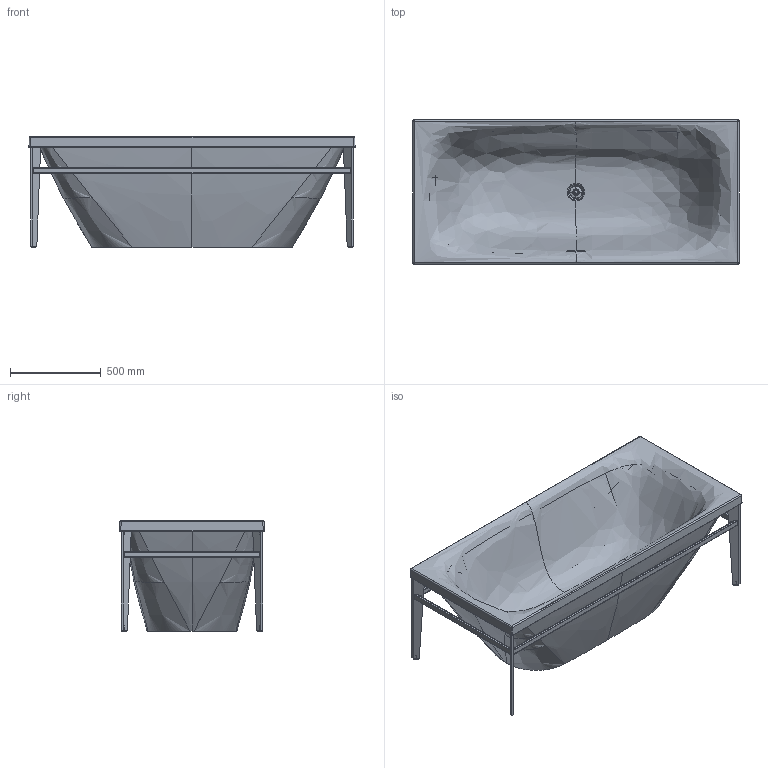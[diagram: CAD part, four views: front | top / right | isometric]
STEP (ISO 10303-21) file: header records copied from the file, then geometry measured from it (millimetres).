
FILE_DESCRIPTION(/* description */ (''),/* implementation_level */ '2;1');
FILE_NAME(/* name */ '700443',/* time_stamp */ '2019-02-13T15:36:22+01:00',/* author */ (''),/* organization */ (''),/* preprocessor_version */ 'ST-DEVELOPER v15',/* originating_system */ '',/* authorisation */ '');
FILE_SCHEMA (('AUTOMOTIVE_DESIGN'));
Products named in the file (1): Document
Bounding box: 1799.79 x 799.79 x 612 mm (x, y, z)
Volume: 55130472.8 mm3; surface area: 10816119.9 mm2
Topology: 13 solids, 21 shells, 999 faces, 3323 edges, 2342 vertices
Faces by surface type: bspline 999
Entity records: 111248 total; most frequent: CARTESIAN_POINT 71239, B_SPLINE_CURVE_WITH_KNOTS 7682, ORIENTED_EDGE 6538, PCURVE 6538, DEFINITIONAL_REPRESENTATION 6538, SURFACE_CURVE 3303, EDGE_CURVE 3303, VERTEX_POINT 2342
